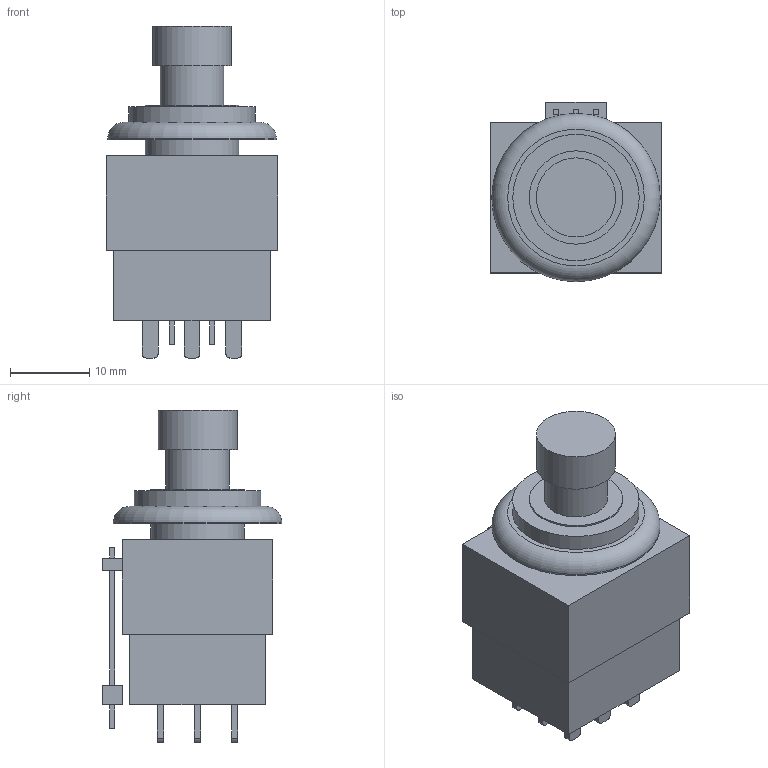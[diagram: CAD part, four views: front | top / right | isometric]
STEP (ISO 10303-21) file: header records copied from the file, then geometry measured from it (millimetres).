
FILE_DESCRIPTION(('FreeCAD Model'),'2;1');
FILE_NAME('Open CASCADE Shape Model','2022-08-04T12:00:07',('Author'),( ''),'Open CASCADE STEP processor 7.6','FreeCAD','Unknown');
FILE_SCHEMA(('AUTOMOTIVE_DESIGN { 1 0 10303 214 1 1 1 1 }'));
Length unit declared in the file: millimetre
Products named in the file (1): Fusion001
Bounding box: 21.7 x 22.72 x 42 mm (x, y, z)
Volume: 10176.1 mm3; surface area: 4100.8 mm2
Topology: 2 solids, 2 shells, 141 faces, 338 edges, 225 vertices
Faces by surface type: plane 116, cylinder 24, torus 1
Full cylindrical faces by diameter (mm): 8 x1, 10 x1, 11.8 x2, 16 x1, 21.3 x1
Entity records: 9361 total; most frequent: CARTESIAN_POINT 1599, DIRECTION 1230, LINE 818, VECTOR 818, ORIENTED_EDGE 676, PCURVE 676, DEFINITIONAL_REPRESENTATION 676, EDGE_CURVE 338
